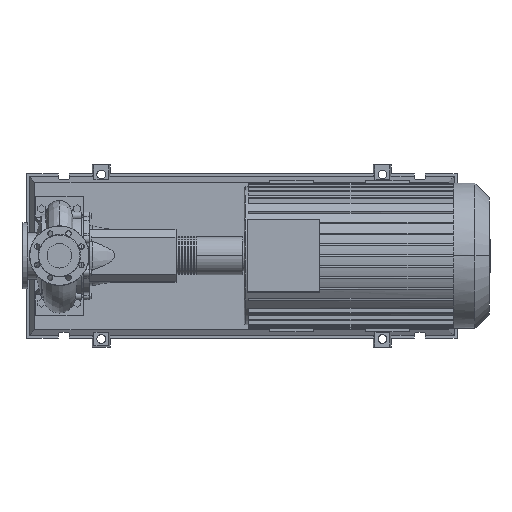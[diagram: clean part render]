
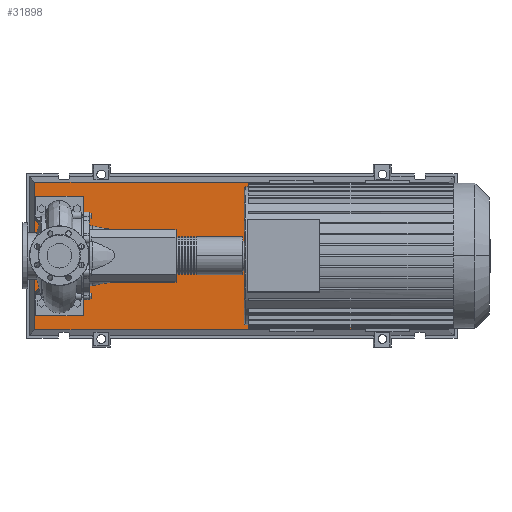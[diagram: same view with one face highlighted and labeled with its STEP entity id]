
A CAD part, top view. The second image highlights one B-rep face of the part: STEP entity #31898.
In plain terms, the highlighted planar face has unit normal (0, 0, 1).
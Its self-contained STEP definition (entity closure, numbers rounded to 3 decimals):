
#28065=CARTESIAN_POINT('',(1301.732,-246.732,103.0));
#28066=VERTEX_POINT('',#28065);
#28073=CARTESIAN_POINT('',(-81.732,-246.732,103.0));
#28074=VERTEX_POINT('',#28073);
#28075=CARTESIAN_POINT('',(1301.732,-246.732,103.0));
#28076=DIRECTION('',(-1.0,0.0,0.0));
#28077=VECTOR('',#28076,1383.465);
#28078=LINE('',#28075,#28077);
#28079=EDGE_CURVE('',#28066,#28074,#28078,.T.);
#31811=CARTESIAN_POINT('',(1301.732,246.732,103.0));
#31812=VERTEX_POINT('',#31811);
#31813=CARTESIAN_POINT('',(1301.732,246.732,103.0));
#31814=DIRECTION('',(0.0,-1.0,0.0));
#31815=VECTOR('',#31814,493.465);
#31816=LINE('',#31813,#31815);
#31817=EDGE_CURVE('',#31812,#28066,#31816,.T.);
#31835=CARTESIAN_POINT('',(-81.732,246.732,103.0));
#31836=VERTEX_POINT('',#31835);
#31837=CARTESIAN_POINT('',(-81.732,-246.732,103.0));
#31838=DIRECTION('',(0.0,1.0,0.0));
#31839=VECTOR('',#31838,493.465);
#31840=LINE('',#31837,#31839);
#31841=EDGE_CURVE('',#28074,#31836,#31840,.T.);
#31874=CARTESIAN_POINT('',(-81.732,246.732,103.0));
#31875=DIRECTION('',(1.0,0.0,0.0));
#31876=VECTOR('',#31875,1383.465);
#31877=LINE('',#31874,#31876);
#31878=EDGE_CURVE('',#31836,#31812,#31877,.T.);
#31887=CARTESIAN_POINT('',(610.,0.0,103.0));
#31888=DIRECTION('',(0.0,0.0,1.0));
#31889=DIRECTION('',(1.0,0.0,0.0));
#31890=AXIS2_PLACEMENT_3D('',#31887,#31888,#31889);
#31891=PLANE('',#31890);
#31892=ORIENTED_EDGE('',*,*,#31817,.F.);
#31893=ORIENTED_EDGE('',*,*,#31878,.F.);
#31894=ORIENTED_EDGE('',*,*,#31841,.F.);
#31895=ORIENTED_EDGE('',*,*,#28079,.F.);
#31896=EDGE_LOOP('',(#31892,#31893,#31894,#31895));
#31897=FACE_OUTER_BOUND('',#31896,.T.);
#31898=ADVANCED_FACE('',(#31897),#31891,.T.);
